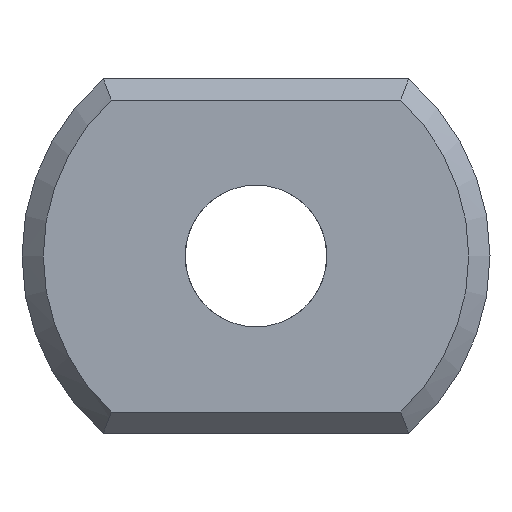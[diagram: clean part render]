
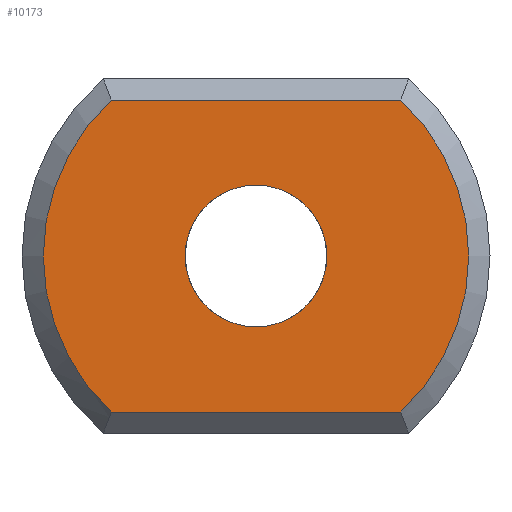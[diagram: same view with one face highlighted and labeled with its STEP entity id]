
A CAD part, left-side view. The second image highlights one B-rep face of the part: STEP entity #10173.
In plain terms, the highlighted planar face has unit normal (-1, 0, 0).
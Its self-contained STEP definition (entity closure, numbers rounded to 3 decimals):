
#24 = VERTEX_POINT('',#25);
#25 = CARTESIAN_POINT('',(0.,-2.04,2.2));
#33 = PLANE('',#34);
#34 = AXIS2_PLACEMENT_3D('',#35,#36,#37);
#35 = CARTESIAN_POINT('',(0.15,-2.154,2.35));
#36 = DIRECTION('',(0.707,0.,-0.707)
  );
#37 = DIRECTION('',(0.,-1.,0.));
#45 = CONICAL_SURFACE('',#46,3.3,0.785);
#46 = AXIS2_PLACEMENT_3D('',#47,#48,#49);
#47 = CARTESIAN_POINT('',(0.3,0.,0.));
#48 = DIRECTION('',(1.,0.,0.));
#49 = DIRECTION('',(0.,-0.653,0.758));
#89 = VERTEX_POINT('',#90);
#90 = CARTESIAN_POINT('',(0.,2.04,2.2));
#105 = CONICAL_SURFACE('',#106,3.3,0.785);
#106 = AXIS2_PLACEMENT_3D('',#107,#108,#109);
#107 = CARTESIAN_POINT('',(0.3,0.,0.));
#108 = DIRECTION('',(1.,0.,0.));
#109 = DIRECTION('',(0.,0.653,-0.758));
#120 = EDGE_CURVE('',#24,#89,#121,.T.);
#121 = SURFACE_CURVE('',#122,(#126,#133),.PCURVE_S1.);
#122 = LINE('',#123,#124);
#123 = CARTESIAN_POINT('',(0.,-2.154,2.2));
#124 = VECTOR('',#125,1.);
#125 = DIRECTION('',(0.,1.,0.));
#126 = PCURVE('',#33,#127);
#127 = DEFINITIONAL_REPRESENTATION('',(#128),#132);
#128 = LINE('',#129,#130);
#129 = CARTESIAN_POINT('',(0.,0.212));
#130 = VECTOR('',#131,1.);
#131 = DIRECTION('',(-1.,0.));
#132 = ( GEOMETRIC_REPRESENTATION_CONTEXT(2) 
PARAMETRIC_REPRESENTATION_CONTEXT() REPRESENTATION_CONTEXT('2D SPACE',''
  ) );
#133 = PCURVE('',#134,#139);
#134 = PLANE('',#135);
#135 = AXIS2_PLACEMENT_3D('',#136,#137,#138);
#136 = CARTESIAN_POINT('',(0.,0.,
    0.));
#137 = DIRECTION('',(1.,0.,0.));
#138 = DIRECTION('',(0.,0.,1.));
#139 = DEFINITIONAL_REPRESENTATION('',(#140),#144);
#140 = LINE('',#141,#142);
#141 = CARTESIAN_POINT('',(2.2,2.154));
#142 = VECTOR('',#143,1.);
#143 = DIRECTION('',(0.,-1.));
#144 = ( GEOMETRIC_REPRESENTATION_CONTEXT(2) 
PARAMETRIC_REPRESENTATION_CONTEXT() REPRESENTATION_CONTEXT('2D SPACE',''
  ) );
#180 = VERTEX_POINT('',#181);
#181 = CARTESIAN_POINT('',(0.,-2.04,-2.2));
#199 = PLANE('',#200);
#200 = AXIS2_PLACEMENT_3D('',#201,#202,#203);
#201 = CARTESIAN_POINT('',(0.15,-2.154,-2.35));
#202 = DIRECTION('',(-0.707,0.,-0.707));
#203 = DIRECTION('',(0.,-1.,0.));
#211 = EDGE_CURVE('',#24,#180,#212,.T.);
#212 = SURFACE_CURVE('',#213,(#218,#225),.PCURVE_S1.);
#213 = CIRCLE('',#214,3.);
#214 = AXIS2_PLACEMENT_3D('',#215,#216,#217);
#215 = CARTESIAN_POINT('',(0.,0.,
    0.));
#216 = DIRECTION('',(1.,0.,0.));
#217 = DIRECTION('',(0.,-0.653,0.758));
#218 = PCURVE('',#45,#219);
#219 = DEFINITIONAL_REPRESENTATION('',(#220),#224);
#220 = LINE('',#221,#222);
#221 = CARTESIAN_POINT('',(0.,-0.3));
#222 = VECTOR('',#223,1.);
#223 = DIRECTION('',(1.,-0.));
#224 = ( GEOMETRIC_REPRESENTATION_CONTEXT(2) 
PARAMETRIC_REPRESENTATION_CONTEXT() REPRESENTATION_CONTEXT('2D SPACE',''
  ) );
#225 = PCURVE('',#134,#226);
#226 = DEFINITIONAL_REPRESENTATION('',(#227),#231);
#227 = CIRCLE('',#228,3.);
#228 = AXIS2_PLACEMENT_2D('',#229,#230);
#229 = CARTESIAN_POINT('',(0.,0.));
#230 = DIRECTION('',(0.758,0.653));
#231 = ( GEOMETRIC_REPRESENTATION_CONTEXT(2) 
PARAMETRIC_REPRESENTATION_CONTEXT() REPRESENTATION_CONTEXT('2D SPACE',''
  ) );
#10173 = ADVANCED_FACE('',(#10174,#10223),#134,.F.);
#10174 = FACE_BOUND('',#10175,.F.);
#10175 = EDGE_LOOP('',(#10176,#10200,#10201,#10202));
#10176 = ORIENTED_EDGE('',*,*,#10177,.T.);
#10177 = EDGE_CURVE('',#10178,#89,#10180,.T.);
#10178 = VERTEX_POINT('',#10179);
#10179 = CARTESIAN_POINT('',(0.,2.04,-2.2));
#10180 = SURFACE_CURVE('',#10181,(#10186,#10193),.PCURVE_S1.);
#10181 = CIRCLE('',#10182,3.);
#10182 = AXIS2_PLACEMENT_3D('',#10183,#10184,#10185);
#10183 = CARTESIAN_POINT('',(0.,0.,
    0.));
#10184 = DIRECTION('',(1.,0.,0.));
#10185 = DIRECTION('',(0.,0.653,-0.758)
  );
#10186 = PCURVE('',#134,#10187);
#10187 = DEFINITIONAL_REPRESENTATION('',(#10188),#10192);
#10188 = CIRCLE('',#10189,3.);
#10189 = AXIS2_PLACEMENT_2D('',#10190,#10191);
#10190 = CARTESIAN_POINT('',(0.,0.));
#10191 = DIRECTION('',(-0.758,-0.653));
#10192 = ( GEOMETRIC_REPRESENTATION_CONTEXT(2) 
PARAMETRIC_REPRESENTATION_CONTEXT() REPRESENTATION_CONTEXT('2D SPACE',''
  ) );
#10193 = PCURVE('',#105,#10194);
#10194 = DEFINITIONAL_REPRESENTATION('',(#10195),#10199);
#10195 = LINE('',#10196,#10197);
#10196 = CARTESIAN_POINT('',(0.,-0.3));
#10197 = VECTOR('',#10198,1.);
#10198 = DIRECTION('',(1.,-0.));
#10199 = ( GEOMETRIC_REPRESENTATION_CONTEXT(2) 
PARAMETRIC_REPRESENTATION_CONTEXT() REPRESENTATION_CONTEXT('2D SPACE',''
  ) );
#10200 = ORIENTED_EDGE('',*,*,#120,.F.);
#10201 = ORIENTED_EDGE('',*,*,#211,.T.);
#10202 = ORIENTED_EDGE('',*,*,#10203,.T.);
#10203 = EDGE_CURVE('',#180,#10178,#10204,.T.);
#10204 = SURFACE_CURVE('',#10205,(#10209,#10216),.PCURVE_S1.);
#10205 = LINE('',#10206,#10207);
#10206 = CARTESIAN_POINT('',(0.,-2.154,-2.2));
#10207 = VECTOR('',#10208,1.);
#10208 = DIRECTION('',(0.,1.,0.));
#10209 = PCURVE('',#134,#10210);
#10210 = DEFINITIONAL_REPRESENTATION('',(#10211),#10215);
#10211 = LINE('',#10212,#10213);
#10212 = CARTESIAN_POINT('',(-2.2,2.154));
#10213 = VECTOR('',#10214,1.);
#10214 = DIRECTION('',(0.,-1.));
#10215 = ( GEOMETRIC_REPRESENTATION_CONTEXT(2) 
PARAMETRIC_REPRESENTATION_CONTEXT() REPRESENTATION_CONTEXT('2D SPACE',''
  ) );
#10216 = PCURVE('',#199,#10217);
#10217 = DEFINITIONAL_REPRESENTATION('',(#10218),#10222);
#10218 = LINE('',#10219,#10220);
#10219 = CARTESIAN_POINT('',(0.,0.212));
#10220 = VECTOR('',#10221,1.);
#10221 = DIRECTION('',(-1.,0.));
#10222 = ( GEOMETRIC_REPRESENTATION_CONTEXT(2) 
PARAMETRIC_REPRESENTATION_CONTEXT() REPRESENTATION_CONTEXT('2D SPACE',''
  ) );
#10223 = FACE_BOUND('',#10224,.T.);
#10224 = EDGE_LOOP('',(#10225));
#10225 = ORIENTED_EDGE('',*,*,#10226,.T.);
#10226 = EDGE_CURVE('',#10227,#10227,#10229,.T.);
#10227 = VERTEX_POINT('',#10228);
#10228 = CARTESIAN_POINT('',(0.,1.,0.));
#10229 = SURFACE_CURVE('',#10230,(#10235,#10242),.PCURVE_S1.);
#10230 = CIRCLE('',#10231,1.);
#10231 = AXIS2_PLACEMENT_3D('',#10232,#10233,#10234);
#10232 = CARTESIAN_POINT('',(0.,0.,0.));
#10233 = DIRECTION('',(1.,0.,0.));
#10234 = DIRECTION('',(0.,1.,0.));
#10235 = PCURVE('',#134,#10236);
#10236 = DEFINITIONAL_REPRESENTATION('',(#10237),#10241);
#10237 = CIRCLE('',#10238,1.);
#10238 = AXIS2_PLACEMENT_2D('',#10239,#10240);
#10239 = CARTESIAN_POINT('',(0.,0.));
#10240 = DIRECTION('',(0.,-1.));
#10241 = ( GEOMETRIC_REPRESENTATION_CONTEXT(2) 
PARAMETRIC_REPRESENTATION_CONTEXT() REPRESENTATION_CONTEXT('2D SPACE',''
  ) );
#10242 = PCURVE('',#10243,#10248);
#10243 = CYLINDRICAL_SURFACE('',#10244,1.);
#10244 = AXIS2_PLACEMENT_3D('',#10245,#10246,#10247);
#10245 = CARTESIAN_POINT('',(0.,0.,0.));
#10246 = DIRECTION('',(-1.,0.,0.));
#10247 = DIRECTION('',(0.,1.,0.));
#10248 = DEFINITIONAL_REPRESENTATION('',(#10249),#10253);
#10249 = LINE('',#10250,#10251);
#10250 = CARTESIAN_POINT('',(-0.,0.));
#10251 = VECTOR('',#10252,1.);
#10252 = DIRECTION('',(-1.,0.));
#10253 = ( GEOMETRIC_REPRESENTATION_CONTEXT(2) 
PARAMETRIC_REPRESENTATION_CONTEXT() REPRESENTATION_CONTEXT('2D SPACE',''
  ) );
